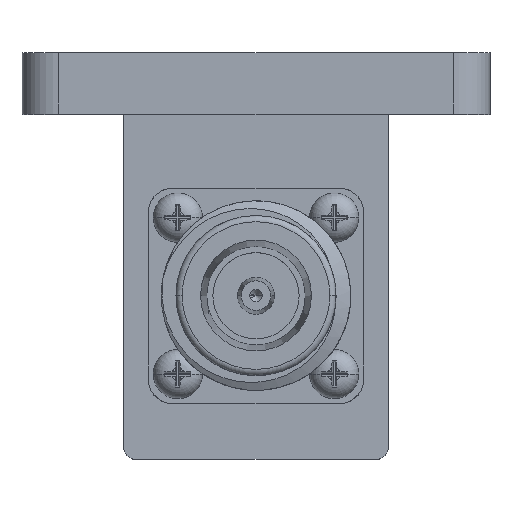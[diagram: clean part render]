
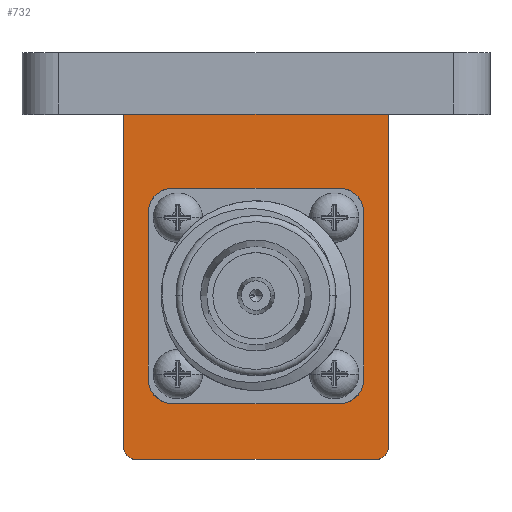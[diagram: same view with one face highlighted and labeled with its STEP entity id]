
A CAD part, top view. The second image highlights one B-rep face of the part: STEP entity #732.
In plain terms, the highlighted planar face has unit normal (0, 0, 1).
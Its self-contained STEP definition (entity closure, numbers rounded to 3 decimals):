
#16 = CARTESIAN_POINT ( 'NONE',  ( -6.75, -6., 6. ) ) ;
#62 = CARTESIAN_POINT ( 'NONE',  ( 6.75, -23.5, 6. ) ) ;
#72 = VECTOR ( 'NONE', #3540, 1000. ) ;
#80 = CARTESIAN_POINT ( 'NONE',  ( 6.75, -8., 6. ) ) ;
#103 = DIRECTION ( 'NONE',  ( 0., -1., 0. ) ) ;
#141 = CARTESIAN_POINT ( 'NONE',  ( -6.75, -8., 6. ) ) ;
#177 = VERTEX_POINT ( 'NONE', #5586 ) ;
#236 = EDGE_CURVE ( 'NONE', #4998, #1019, #7092, .T. ) ;
#279 = DIRECTION ( 'NONE',  ( -1., 0., 0. ) ) ;
#294 = CARTESIAN_POINT ( 'NONE',  ( -9.75, -28., 6. ) ) ;
#340 = DIRECTION ( 'NONE',  ( 0., 0., 1. ) ) ;
#462 = PLANE ( 'NONE',  #5187 ) ;
#516 = EDGE_CURVE ( 'NONE', #177, #4998, #993, .T. ) ;
#535 = CARTESIAN_POINT ( 'NONE',  ( -10.75, -28., 6. ) ) ;
#732 = ADVANCED_FACE ( 'NONE', ( #6552, #5434 ), #462, .F. ) ;
#783 = CIRCLE ( 'NONE', #3459, 2. ) ;
#867 = EDGE_CURVE ( 'NONE', #6706, #1433, #4144, .T. ) ;
#932 = VERTEX_POINT ( 'NONE', #3061 ) ;
#993 = CIRCLE ( 'NONE', #7143, 1. ) ;
#1012 = LINE ( 'NONE', #7105, #3782 ) ;
#1019 = VERTEX_POINT ( 'NONE', #6936 ) ;
#1025 = VERTEX_POINT ( 'NONE', #294 ) ;
#1035 = CARTESIAN_POINT ( 'NONE',  ( 10.75, -28., 6. ) ) ;
#1125 = AXIS2_PLACEMENT_3D ( 'NONE', #2432, #4052, #6268 ) ;
#1148 = ORIENTED_EDGE ( 'NONE', *, *, #1717, .T. ) ;
#1233 = EDGE_CURVE ( 'NONE', #177, #1025, #1514, .T. ) ;
#1343 = EDGE_CURVE ( 'NONE', #5682, #1025, #6239, .T. ) ;
#1433 = VERTEX_POINT ( 'NONE', #16 ) ;
#1514 = LINE ( 'NONE', #6346, #2519 ) ;
#1565 = EDGE_CURVE ( 'NONE', #932, #3977, #783, .T. ) ;
#1714 = VECTOR ( 'NONE', #5588, 1000. ) ;
#1717 = EDGE_CURVE ( 'NONE', #6706, #2218, #3221, .T. ) ;
#1747 = DIRECTION ( 'NONE',  ( -1., 0., 0. ) ) ;
#1812 = CARTESIAN_POINT ( 'NONE',  ( -8.75, -6., 6. ) ) ;
#1876 = EDGE_LOOP ( 'NONE', ( #5409, #3119, #5513, #3281, #2402, #2495, #5774, #1148 ) ) ;
#1877 = CARTESIAN_POINT ( 'NONE',  ( -8.75, -6., 6. ) ) ;
#1946 = CARTESIAN_POINT ( 'NONE',  ( 9.75, -27., 6. ) ) ;
#2131 = DIRECTION ( 'NONE',  ( -1., 0., 0. ) ) ;
#2162 = CARTESIAN_POINT ( 'NONE',  ( -9.75, -27., 6. ) ) ;
#2218 = VERTEX_POINT ( 'NONE', #4021 ) ;
#2388 = CARTESIAN_POINT ( 'NONE',  ( -10.75, 0., 6. ) ) ;
#2402 = ORIENTED_EDGE ( 'NONE', *, *, #2508, .F. ) ;
#2432 = CARTESIAN_POINT ( 'NONE',  ( -6.75, -21.5, 6. ) ) ;
#2433 = LINE ( 'NONE', #6879, #72 ) ;
#2495 = ORIENTED_EDGE ( 'NONE', *, *, #4911, .T. ) ;
#2508 = EDGE_CURVE ( 'NONE', #6104, #5324, #5686, .T. ) ;
#2514 = VECTOR ( 'NONE', #103, 1000. ) ;
#2519 = VECTOR ( 'NONE', #279, 1000. ) ;
#2658 = CARTESIAN_POINT ( 'NONE',  ( -8.75, -8., 6. ) ) ;
#2712 = CARTESIAN_POINT ( 'NONE',  ( 6.75, -6., 6. ) ) ;
#2803 = CARTESIAN_POINT ( 'NONE',  ( -8.75, -23.5, 6. ) ) ;
#2807 = CARTESIAN_POINT ( 'NONE',  ( 10.75, -27., 6. ) ) ;
#3061 = CARTESIAN_POINT ( 'NONE',  ( 8.75, -21.5, 6. ) ) ;
#3119 = ORIENTED_EDGE ( 'NONE', *, *, #1565, .T. ) ;
#3194 = VECTOR ( 'NONE', #6711, 1000. ) ;
#3214 = DIRECTION ( 'NONE',  ( 0., 0., 1. ) ) ;
#3221 = CIRCLE ( 'NONE', #6819, 2. ) ;
#3244 = ORIENTED_EDGE ( 'NONE', *, *, #5170, .F. ) ;
#3281 = ORIENTED_EDGE ( 'NONE', *, *, #6320, .T. ) ;
#3333 = DIRECTION ( 'NONE',  ( 0., 1., 0. ) ) ;
#3347 = AXIS2_PLACEMENT_3D ( 'NONE', #2162, #3214, #4375 ) ;
#3409 = CARTESIAN_POINT ( 'NONE',  ( -6.75, -23.5, 6. ) ) ;
#3459 = AXIS2_PLACEMENT_3D ( 'NONE', #5337, #3625, #5945 ) ;
#3538 = CIRCLE ( 'NONE', #4816, 2. ) ;
#3540 = DIRECTION ( 'NONE',  ( 0., 1., 0. ) ) ;
#3557 = CARTESIAN_POINT ( 'NONE',  ( 8.75, -6., 6. ) ) ;
#3625 = DIRECTION ( 'NONE',  ( 0., 0., -1. ) ) ;
#3782 = VECTOR ( 'NONE', #6460, 1000. ) ;
#3870 = DIRECTION ( 'NONE',  ( 0., 0., -1. ) ) ;
#3897 = VERTEX_POINT ( 'NONE', #3409 ) ;
#3977 = VERTEX_POINT ( 'NONE', #62 ) ;
#3980 = ORIENTED_EDGE ( 'NONE', *, *, #236, .T. ) ;
#4016 = EDGE_CURVE ( 'NONE', #3897, #3977, #4497, .T. ) ;
#4021 = CARTESIAN_POINT ( 'NONE',  ( 8.75, -8., 6. ) ) ;
#4052 = DIRECTION ( 'NONE',  ( 0., 0., -1. ) ) ;
#4144 = LINE ( 'NONE', #1812, #1714 ) ;
#4262 = CARTESIAN_POINT ( 'NONE',  ( -8.75, -21.5, 6. ) ) ;
#4375 = DIRECTION ( 'NONE',  ( -1., 0., 0. ) ) ;
#4438 = ORIENTED_EDGE ( 'NONE', *, *, #516, .T. ) ;
#4497 = LINE ( 'NONE', #2803, #3194 ) ;
#4514 = DIRECTION ( 'NONE',  ( 0., 0., -1. ) ) ;
#4723 = EDGE_CURVE ( 'NONE', #932, #2218, #7033, .T. ) ;
#4816 = AXIS2_PLACEMENT_3D ( 'NONE', #141, #6671, #1747 ) ;
#4911 = EDGE_CURVE ( 'NONE', #6104, #1433, #3538, .T. ) ;
#4998 = VERTEX_POINT ( 'NONE', #2807 ) ;
#5170 = EDGE_CURVE ( 'NONE', #5682, #5572, #2433, .T. ) ;
#5187 = AXIS2_PLACEMENT_3D ( 'NONE', #535, #3870, #2131 ) ;
#5324 = VERTEX_POINT ( 'NONE', #4262 ) ;
#5337 = CARTESIAN_POINT ( 'NONE',  ( 6.75, -21.5, 6. ) ) ;
#5409 = ORIENTED_EDGE ( 'NONE', *, *, #4723, .F. ) ;
#5434 = FACE_BOUND ( 'NONE', #1876, .T. ) ;
#5513 = ORIENTED_EDGE ( 'NONE', *, *, #4016, .F. ) ;
#5572 = VERTEX_POINT ( 'NONE', #2388 ) ;
#5586 = CARTESIAN_POINT ( 'NONE',  ( 9.75, -28., 6. ) ) ;
#5588 = DIRECTION ( 'NONE',  ( -1., 0., 0. ) ) ;
#5682 = VERTEX_POINT ( 'NONE', #6772 ) ;
#5686 = LINE ( 'NONE', #1877, #2514 ) ;
#5773 = DIRECTION ( 'NONE',  ( 0., 1., 0. ) ) ;
#5774 = ORIENTED_EDGE ( 'NONE', *, *, #867, .F. ) ;
#5800 = ORIENTED_EDGE ( 'NONE', *, *, #1233, .F. ) ;
#5827 = ORIENTED_EDGE ( 'NONE', *, *, #1343, .T. ) ;
#5891 = DIRECTION ( 'NONE',  ( -1., 0., 0. ) ) ;
#5919 = EDGE_LOOP ( 'NONE', ( #5800, #4438, #3980, #6223, #3244, #5827 ) ) ;
#5945 = DIRECTION ( 'NONE',  ( -1., 0., 0. ) ) ;
#6104 = VERTEX_POINT ( 'NONE', #2658 ) ;
#6199 = EDGE_CURVE ( 'NONE', #1019, #5572, #1012, .T. ) ;
#6223 = ORIENTED_EDGE ( 'NONE', *, *, #6199, .T. ) ;
#6239 = CIRCLE ( 'NONE', #3347, 1. ) ;
#6268 = DIRECTION ( 'NONE',  ( -1., 0., 0. ) ) ;
#6320 = EDGE_CURVE ( 'NONE', #3897, #5324, #6568, .T. ) ;
#6346 = CARTESIAN_POINT ( 'NONE',  ( -10.75, -28., 6. ) ) ;
#6460 = DIRECTION ( 'NONE',  ( -1., 0., 0. ) ) ;
#6552 = FACE_OUTER_BOUND ( 'NONE', #5919, .T. ) ;
#6568 = CIRCLE ( 'NONE', #1125, 2. ) ;
#6671 = DIRECTION ( 'NONE',  ( 0., 0., -1. ) ) ;
#6706 = VERTEX_POINT ( 'NONE', #2712 ) ;
#6711 = DIRECTION ( 'NONE',  ( 1., 0., 0. ) ) ;
#6723 = DIRECTION ( 'NONE',  ( -1., 0., 0. ) ) ;
#6772 = CARTESIAN_POINT ( 'NONE',  ( -10.75, -27., 6. ) ) ;
#6819 = AXIS2_PLACEMENT_3D ( 'NONE', #80, #4514, #6723 ) ;
#6879 = CARTESIAN_POINT ( 'NONE',  ( -10.75, -28., 6. ) ) ;
#6909 = VECTOR ( 'NONE', #3333, 1000. ) ;
#6936 = CARTESIAN_POINT ( 'NONE',  ( 10.75, 0., 6. ) ) ;
#7033 = LINE ( 'NONE', #3557, #7085 ) ;
#7085 = VECTOR ( 'NONE', #5773, 1000. ) ;
#7092 = LINE ( 'NONE', #1035, #6909 ) ;
#7105 = CARTESIAN_POINT ( 'NONE',  ( -10.75, 0., 6. ) ) ;
#7143 = AXIS2_PLACEMENT_3D ( 'NONE', #1946, #340, #5891 ) ;
